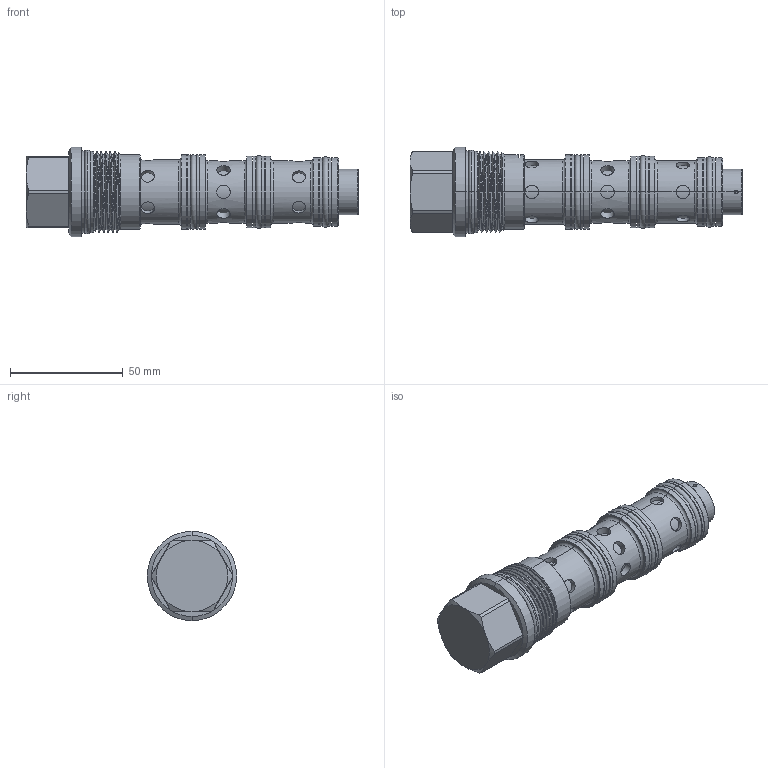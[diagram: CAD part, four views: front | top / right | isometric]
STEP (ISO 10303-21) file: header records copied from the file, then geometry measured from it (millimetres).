
FILE_DESCRIPTION (( 'STEP AP203' ), '1' );
FILE_NAME ('FD33A42-N-3367.STEP', '2020-03-20T03:29:31', ( '' ), ( '' ), 'SwSTEP 2.0', 'SolidWorks 2018', '' );
FILE_SCHEMA (( 'CONFIG_CONTROL_DESIGN' ));
Length unit declared in the file: millimetre
Products named in the file (1): FD33A42-N-3367
Bounding box: 147.54 x 39.67 x 39.67 mm (x, y, z)
Volume: 107692.4 mm3; surface area: 27290.1 mm2
Topology: 2 solids, 2 shells, 318 faces, 692 edges, 423 vertices
Faces by surface type: cylinder 178, plane 52, cone 51, torus 34, bspline 3
Entity records: 12505 total; most frequent: CARTESIAN_POINT 5579, DIRECTION 1465, ORIENTED_EDGE 1384, EDGE_CURVE 692, AXIS2_PLACEMENT_3D 624, VERTEX_POINT 423, EDGE_LOOP 369, ADVANCED_FACE 318
